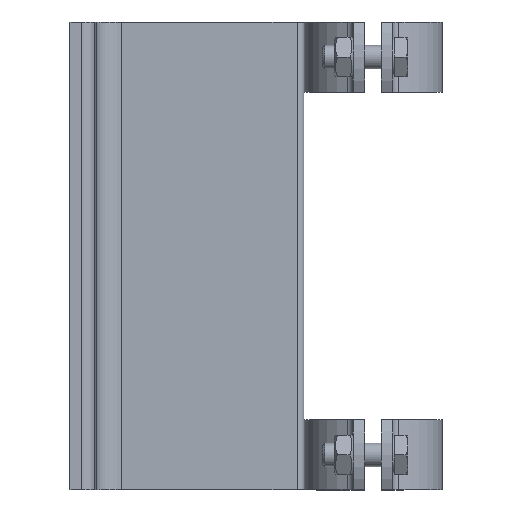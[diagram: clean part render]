
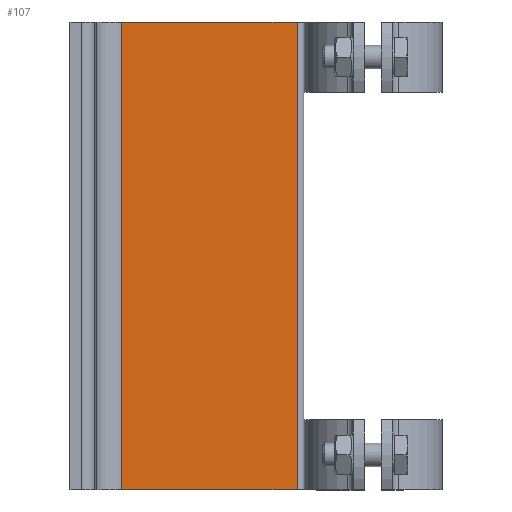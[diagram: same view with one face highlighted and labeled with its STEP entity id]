
A CAD part, left-side view. The second image highlights one B-rep face of the part: STEP entity #107.
In plain terms, the highlighted planar face has unit normal (-1, -0.021, 0).
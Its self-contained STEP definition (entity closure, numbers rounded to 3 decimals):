
#68=CARTESIAN_POINT('',(1.905,-77.064,0.));
#69=DIRECTION('',(-1.,-0.021,0.));
#70=DIRECTION('',(0.0,0.0,1.0));
#71=AXIS2_PLACEMENT_3D('',#68,#69,#70);
#72=PLANE('',#71);
#73=CARTESIAN_POINT('',(1.905,-77.064,200.0));
#74=VERTEX_POINT('',#73);
#75=CARTESIAN_POINT('',(0.31,-1.971,200.0));
#76=VERTEX_POINT('',#75);
#77=CARTESIAN_POINT('',(1.905,-77.064,200.0));
#78=DIRECTION('',(-0.021,1.,0.0));
#79=VECTOR('',#78,75.109);
#80=LINE('',#77,#79);
#81=EDGE_CURVE('',#74,#76,#80,.T.);
#82=ORIENTED_EDGE('',*,*,#81,.T.);
#83=CARTESIAN_POINT('',(0.31,-1.971,0.));
#84=VERTEX_POINT('',#83);
#85=CARTESIAN_POINT('',(0.31,-1.971,0.));
#86=DIRECTION('',(0.0,0.0,1.0));
#87=VECTOR('',#86,200.0);
#88=LINE('',#85,#87);
#89=EDGE_CURVE('',#84,#76,#88,.T.);
#90=ORIENTED_EDGE('',*,*,#89,.F.);
#91=CARTESIAN_POINT('',(1.905,-77.064,0.));
#92=VERTEX_POINT('',#91);
#93=CARTESIAN_POINT('',(1.905,-77.064,0.));
#94=DIRECTION('',(-0.021,1.,0.));
#95=VECTOR('',#94,75.109);
#96=LINE('',#93,#95);
#97=EDGE_CURVE('',#92,#84,#96,.T.);
#98=ORIENTED_EDGE('',*,*,#97,.F.);
#99=CARTESIAN_POINT('',(1.905,-77.064,0.));
#100=DIRECTION('',(0.0,0.0,1.0));
#101=VECTOR('',#100,200.0);
#102=LINE('',#99,#101);
#103=EDGE_CURVE('',#92,#74,#102,.T.);
#104=ORIENTED_EDGE('',*,*,#103,.T.);
#105=EDGE_LOOP('',(#82,#90,#98,#104));
#106=FACE_OUTER_BOUND('',#105,.T.);
#107=ADVANCED_FACE('',(#106),#72,.T.);
